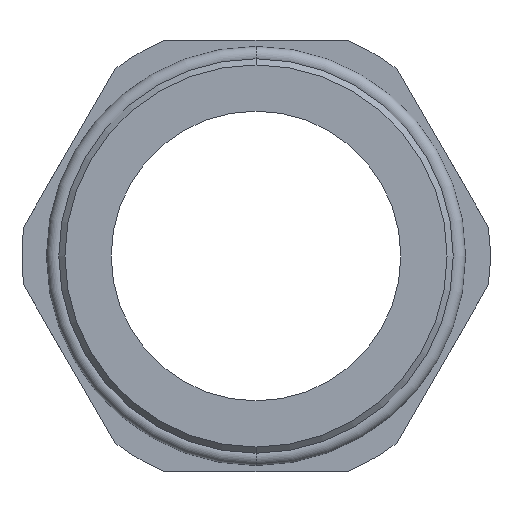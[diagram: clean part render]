
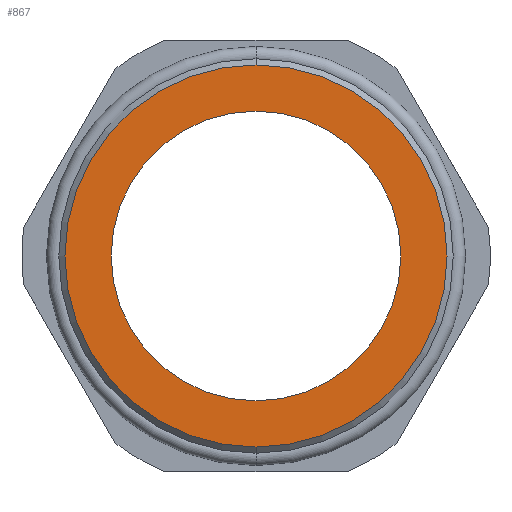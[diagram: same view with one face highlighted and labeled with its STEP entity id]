
A CAD part, front view. The second image highlights one B-rep face of the part: STEP entity #867.
In plain terms, the highlighted planar face has unit normal (0, -1, 0).
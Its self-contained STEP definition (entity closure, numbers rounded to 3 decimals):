
#4 = CIRCLE ( 'NONE', #400, 15.5 ) ;
#5 = CIRCLE ( 'NONE', #401, 11.75 ) ;
#90 = ORIENTED_EDGE ( 'NONE', *, *, #230, .T. ) ;
#91 = ORIENTED_EDGE ( 'NONE', *, *, #229, .T. ) ;
#93 = ORIENTED_EDGE ( 'NONE', *, *, #210, .T. ) ;
#95 = ORIENTED_EDGE ( 'NONE', *, *, #214, .T. ) ;
#198 = EDGE_LOOP ( 'NONE', ( #91, #93 ) ) ;
#199 = EDGE_LOOP ( 'NONE', ( #90, #95 ) ) ;
#210 = EDGE_CURVE ( 'NONE', #968, #969, #912, .T. ) ;
#214 = EDGE_CURVE ( 'NONE', #972, #973, #914, .T. ) ;
#229 = EDGE_CURVE ( 'NONE', #969, #968, #4, .T. ) ;
#230 = EDGE_CURVE ( 'NONE', #973, #972, #5, .T. ) ;
#336 = AXIS2_PLACEMENT_3D ( 'NONE', #609, #610, #611 ) ;
#338 = FACE_BOUND ( 'NONE', #199, .T. ) ;
#342 = FACE_OUTER_BOUND ( 'NONE', #198, .T. ) ;
#366 = AXIS2_PLACEMENT_3D ( 'NONE', #742, #749, #750 ) ;
#390 = AXIS2_PLACEMENT_3D ( 'NONE', #736, #737, #738 ) ;
#400 = AXIS2_PLACEMENT_3D ( 'NONE', #795, #796, #797 ) ;
#401 = AXIS2_PLACEMENT_3D ( 'NONE', #798, #799, #800 ) ;
#500 = CARTESIAN_POINT ( 'NONE',  ( 0., -11.5, -15.5 ) ) ;
#501 = CARTESIAN_POINT ( 'NONE',  ( 0., -11.5, 15.5 ) ) ;
#504 = CARTESIAN_POINT ( 'NONE',  ( 0., -11.5, -11.75 ) ) ;
#505 = CARTESIAN_POINT ( 'NONE',  ( 0., -11.5, 11.75 ) ) ;
#608 = PLANE ( 'NONE',  #336 ) ;
#609 = CARTESIAN_POINT ( 'NONE',  ( -16., -11.5, 0. ) ) ;
#610 = DIRECTION ( 'NONE',  ( 0., -1., 0. ) ) ;
#611 = DIRECTION ( 'NONE',  ( 0., 0., -1. ) ) ;
#736 = CARTESIAN_POINT ( 'NONE',  ( 0., -11.5, 0. ) ) ;
#737 = DIRECTION ( 'NONE',  ( 0., -1., 0. ) ) ;
#738 = DIRECTION ( 'NONE',  ( 0., 0., -1. ) ) ;
#742 = CARTESIAN_POINT ( 'NONE',  ( 0., -11.5, 0. ) ) ;
#749 = DIRECTION ( 'NONE',  ( 0., 1., 0. ) ) ;
#750 = DIRECTION ( 'NONE',  ( 0., 0., 1. ) ) ;
#795 = CARTESIAN_POINT ( 'NONE',  ( 0., -11.5, 0. ) ) ;
#796 = DIRECTION ( 'NONE',  ( 0., -1., 0. ) ) ;
#797 = DIRECTION ( 'NONE',  ( 0., 0., -1. ) ) ;
#798 = CARTESIAN_POINT ( 'NONE',  ( 0., -11.5, 0. ) ) ;
#799 = DIRECTION ( 'NONE',  ( 0., 1., 0. ) ) ;
#800 = DIRECTION ( 'NONE',  ( 0., 0., 1. ) ) ;
#867 = ADVANCED_FACE ( 'NONE', ( #342, #338 ), #608, .T. ) ;
#912 = CIRCLE ( 'NONE', #390, 15.5 ) ;
#914 = CIRCLE ( 'NONE', #366, 11.75 ) ;
#968 = VERTEX_POINT ( 'NONE', #500 ) ;
#969 = VERTEX_POINT ( 'NONE', #501 ) ;
#972 = VERTEX_POINT ( 'NONE', #504 ) ;
#973 = VERTEX_POINT ( 'NONE', #505 ) ;
